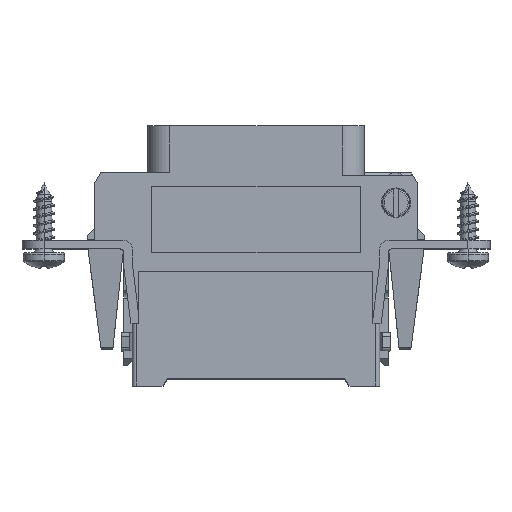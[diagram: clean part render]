
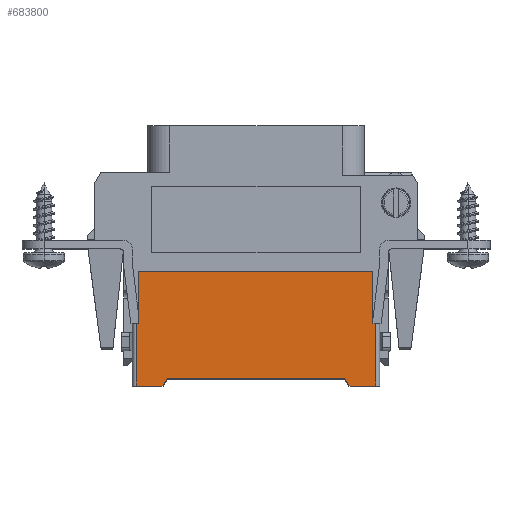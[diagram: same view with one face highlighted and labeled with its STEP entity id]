
A CAD part, top view. The second image highlights one B-rep face of the part: STEP entity #683800.
In plain terms, the highlighted planar face has unit normal (0, 0, 1).
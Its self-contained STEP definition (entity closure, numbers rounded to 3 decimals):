
#172220=CARTESIAN_POINT('',(48.202,62.851,0.));
#172230=VERTEX_POINT('',#172220);
#172260=CARTESIAN_POINT('',(0.,62.851,0.));
#172270=DIRECTION('',(1.,0.,0.));
#172280=VECTOR('',#172270,1.);
#172290=LINE('',#172260,#172280);
#172300=CARTESIAN_POINT('',(44.529,62.851,0.));
#172310=VERTEX_POINT('',#172300);
#172320=EDGE_CURVE('',#172310,#172230,#172290,.T.);
#175170=CARTESIAN_POINT('',(0.,47.251,0.));
#175180=DIRECTION('',(1.,0.,0.));
#175190=VECTOR('',#175180,1.);
#175200=LINE('',#175170,#175190);
#175210=CARTESIAN_POINT('',(44.929,47.251,0.));
#175220=VERTEX_POINT('',#175210);
#175230=CARTESIAN_POINT('',(76.829,47.251,0.));
#175240=VERTEX_POINT('',#175230);
#175250=EDGE_CURVE('',#175220,#175240,#175200,.T.);
#211900=CARTESIAN_POINT('',(77.229,62.851,0.));
#211910=VERTEX_POINT('',#211900);
#211940=CARTESIAN_POINT('',(0.,62.851,0.));
#211950=DIRECTION('',(1.,0.,0.));
#211960=VECTOR('',#211950,1.);
#211970=LINE('',#211940,#211960);
#211980=CARTESIAN_POINT('',(73.556,62.851,0.));
#211990=VERTEX_POINT('',#211980);
#212000=EDGE_CURVE('',#211990,#211910,#211970,.T.);
#212920=CARTESIAN_POINT('',(76.829,0.,0.));
#212930=DIRECTION('',(0.,1.,0.));
#212940=VECTOR('',#212930,1.);
#212950=LINE('',#212920,#212940);
#212960=CARTESIAN_POINT('',(76.829,54.351,0.));
#212970=VERTEX_POINT('',#212960);
#212980=EDGE_CURVE('',#175240,#212970,#212950,.T.);
#232060=CARTESIAN_POINT('',(44.529,54.351,0.));
#232070=VERTEX_POINT('',#232060);
#232100=CARTESIAN_POINT('',(0.,54.351,0.));
#232110=DIRECTION('',(1.,0.,0.));
#232120=VECTOR('',#232110,1.);
#232130=LINE('',#232100,#232120);
#232140=CARTESIAN_POINT('',(44.929,54.351,0.));
#232150=VERTEX_POINT('',#232140);
#232160=EDGE_CURVE('',#232070,#232150,#232130,.T.);
#261590=CARTESIAN_POINT('',(44.929,0.,0.));
#261600=DIRECTION('',(0.,-1.,0.));
#261610=VECTOR('',#261600,1.);
#261620=LINE('',#261590,#261610);
#261630=EDGE_CURVE('',#232150,#175220,#261620,.T.);
#362230=CARTESIAN_POINT('',(77.229,54.351,0.));
#362240=VERTEX_POINT('',#362230);
#362350=CARTESIAN_POINT('',(0.,54.351,0.));
#362360=DIRECTION('',(1.,0.,0.));
#362370=VECTOR('',#362360,1.);
#362380=LINE('',#362350,#362370);
#362390=EDGE_CURVE('',#212970,#362240,#362380,.T.);
#681740=CARTESIAN_POINT('',(37.27,0.,0.));
#681750=DIRECTION('',(0.5,0.866,0.));
#681760=VECTOR('',#681750,1.);
#681770=LINE('',#681740,#681760);
#681780=CARTESIAN_POINT('',(72.979,61.851,0.));
#681790=VERTEX_POINT('',#681780);
#681800=EDGE_CURVE('',#681790,#211990,#681770,.T.);
#682070=CARTESIAN_POINT('',(48.779,61.851,0.));
#682080=VERTEX_POINT('',#682070);
#682110=CARTESIAN_POINT('',(84.489,0.,0.));
#682120=DIRECTION('',(0.5,-0.866,0.));
#682130=VECTOR('',#682120,1.);
#682140=LINE('',#682110,#682130);
#682150=EDGE_CURVE('',#172230,#682080,#682140,.T.);
#683460=CARTESIAN_POINT('',(74.573,61.851,0.));
#683470=DIRECTION('',(0.,0.,1.));
#683480=DIRECTION('',(-1.,0.,0.));
#683490=AXIS2_PLACEMENT_3D('',#683460,#683470,#683480);
#683500=PLANE('',#683490);
#683510=CARTESIAN_POINT('',(77.229,0.,0.));
#683520=DIRECTION('',(0.,1.,0.));
#683530=VECTOR('',#683520,1.);
#683540=LINE('',#683510,#683530);
#683550=EDGE_CURVE('',#362240,#211910,#683540,.T.);
#683560=ORIENTED_EDGE('',*,*,#683550,.T.);
#683570=ORIENTED_EDGE('',*,*,#362390,.T.);
#683580=ORIENTED_EDGE('',*,*,#212980,.T.);
#683590=ORIENTED_EDGE('',*,*,#175250,.T.);
#683600=ORIENTED_EDGE('',*,*,#261630,.T.);
#683610=ORIENTED_EDGE('',*,*,#232160,.T.);
#683620=CARTESIAN_POINT('',(44.529,0.,0.));
#683630=DIRECTION('',(0.,-1.,0.));
#683640=VECTOR('',#683630,1.);
#683650=LINE('',#683620,#683640);
#683660=EDGE_CURVE('',#172310,#232070,#683650,.T.);
#683670=ORIENTED_EDGE('',*,*,#683660,.T.);
#683680=ORIENTED_EDGE('',*,*,#172320,.F.);
#683690=ORIENTED_EDGE('',*,*,#682150,.F.);
#683700=CARTESIAN_POINT('',(0.,61.851,0.));
#683710=DIRECTION('',(-1.,0.,0.));
#683720=VECTOR('',#683710,1.);
#683730=LINE('',#683700,#683720);
#683740=EDGE_CURVE('',#681790,#682080,#683730,.T.);
#683750=ORIENTED_EDGE('',*,*,#683740,.T.);
#683760=ORIENTED_EDGE('',*,*,#681800,.F.);
#683770=ORIENTED_EDGE('',*,*,#212000,.F.);
#683780=EDGE_LOOP('',(#683770,#683760,#683750,#683690,#683680,#683670,
#683610,#683600,#683590,#683580,#683570,#683560));
#683790=FACE_OUTER_BOUND('',#683780,.T.);
#683800=ADVANCED_FACE('',(#683790),#683500,.T.);
